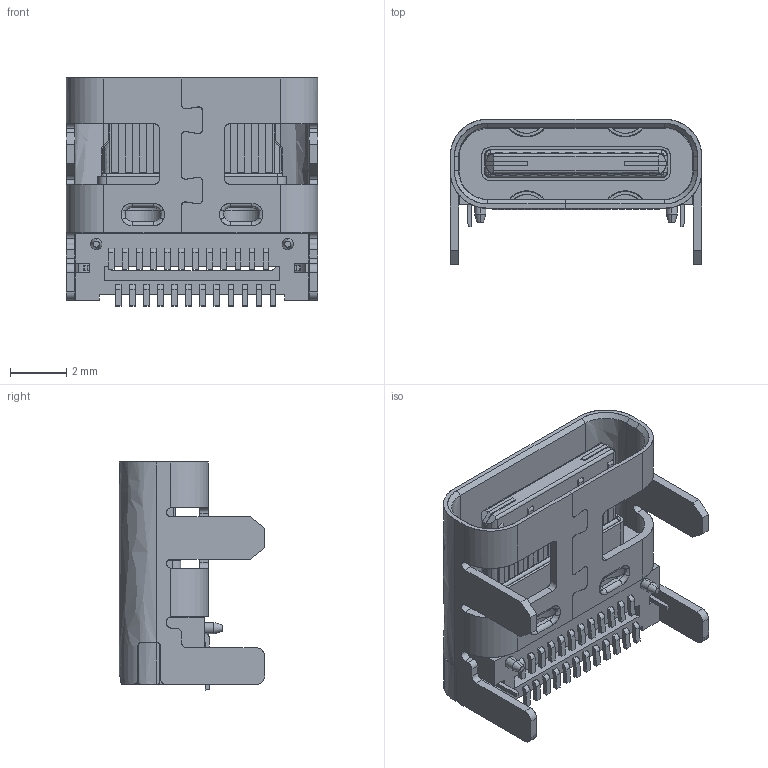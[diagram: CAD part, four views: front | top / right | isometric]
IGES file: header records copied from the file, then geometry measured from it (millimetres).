
Start section: SolidWorks IGES file using analytic representation for surfaces
Global section: file name: KUSBX-SMT3-CS-BTR_A.IGS; native system: SolidWorks 2018; preprocessor: SolidWorks 2018; author: Garrett; date: 191210.091446; units: millimetre
Bounding box: 8.94 x 5.16 x 8.1 mm (x, y, z)
Surface area: 609.5 mm2 (no closed solid volume)
Topology: 0 solids, 0 shells, 773 faces, 5622 edges, 5622 vertices
Faces by surface type: bspline 526, revolution 247
